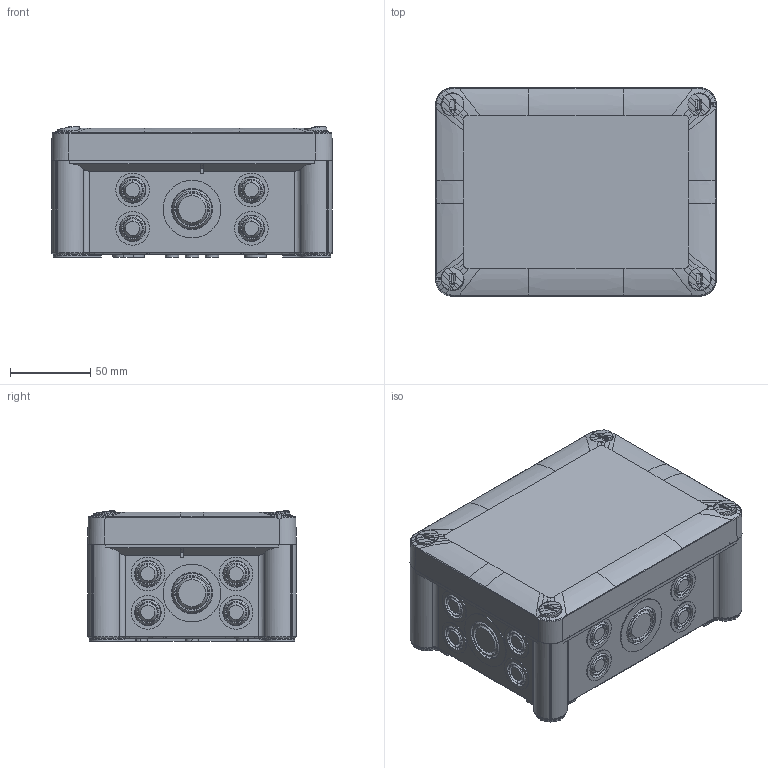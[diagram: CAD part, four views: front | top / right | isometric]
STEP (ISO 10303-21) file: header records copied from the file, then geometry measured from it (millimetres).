
FILE_DESCRIPTION(('CATIA V5 STEP Exchange','CAx-IF Rec.Pracs.--- Model Styling and Organization---1.5--- 2016-08-15','CAx-IF Rec.Pracs.---Supplemental Geometry---1.0---2011-11-01','CAx-IF Rec.Pracs.--- Composite Materials ---1.1---2010-07-15'),'2;1');
FILE_NAME('Product1_AllCATPart.stp','2022-05-04T06:42:25+00:00',('none'),('none'),'CATIA Version 5-6 Release 2020 SP3','CATIA V5 STEP AP214 v2','none');
FILE_SCHEMA(('AUTOMOTIVE_DESIGN { 1 0 10303 214 1 1 1 1 }'));
Products named in the file (1): Product1_AllCATPart
Bounding box: 175 x 130 x 81.34 mm (x, y, z)
Volume: 248409.1 mm3; surface area: 245572.9 mm2
Topology: 6 solids, 6 shells, 5040 faces, 13158 edges, 8186 vertices
Faces by surface type: plane 1992, bspline 1477, cylinder 873, cone 698
Entity records: 199910 total; most frequent: CARTESIAN_POINT 94816, ORIENTED_EDGE 26024, DIRECTION 13984, EDGE_CURVE 13012, VERTEX_POINT 8186, VECTOR 5521, LINE 5521, B_SPLINE_CURVE_WITH_KNOTS 5361
